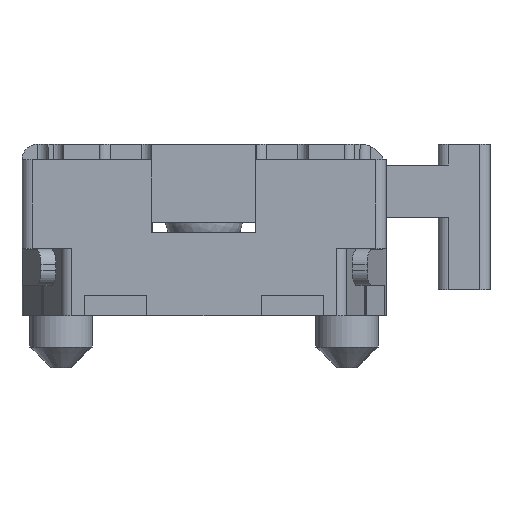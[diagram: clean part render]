
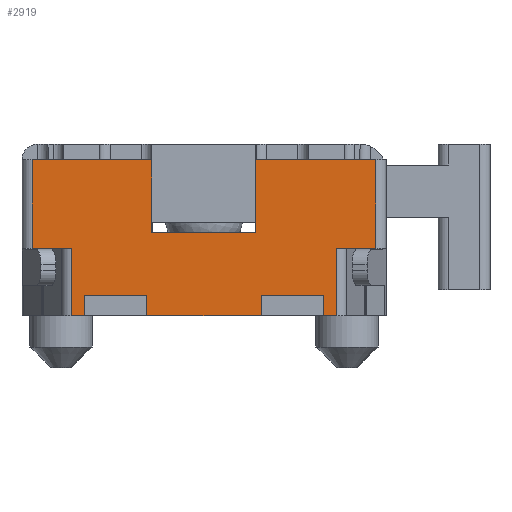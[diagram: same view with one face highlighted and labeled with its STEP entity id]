
A CAD part, left-side view. The second image highlights one B-rep face of the part: STEP entity #2919.
In plain terms, the highlighted planar face has unit normal (-1, 0, 0).
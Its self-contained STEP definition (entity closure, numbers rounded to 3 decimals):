
#480=CARTESIAN_POINT('',(-2.35,-1.276,0.0));
#481=VERTEX_POINT('',#480);
#490=CARTESIAN_POINT('',(-2.35,-1.276,0.65));
#491=VERTEX_POINT('',#490);
#499=CARTESIAN_POINT('',(-2.35,-1.276,0.65));
#500=DIRECTION('',(0.0,0.0,-1.0));
#501=VECTOR('',#500,0.65);
#502=LINE('',#499,#501);
#503=EDGE_CURVE('',#491,#481,#502,.T.);
#516=CARTESIAN_POINT('',(-2.35,-1.15,0.0));
#517=VERTEX_POINT('',#516);
#518=CARTESIAN_POINT('',(-2.35,-1.276,0.0));
#519=DIRECTION('',(0.0,1.0,0.0));
#520=VECTOR('',#519,0.126);
#521=LINE('',#518,#520);
#522=EDGE_CURVE('',#481,#517,#521,.T.);
#540=CARTESIAN_POINT('',(-2.35,-0.55,0.0));
#541=VERTEX_POINT('',#540);
#548=CARTESIAN_POINT('',(-2.35,0.55,0.0));
#549=VERTEX_POINT('',#548);
#550=CARTESIAN_POINT('',(-2.35,-0.55,0.0));
#551=DIRECTION('',(0.0,1.0,0.0));
#552=VECTOR('',#551,1.1);
#553=LINE('',#550,#552);
#554=EDGE_CURVE('',#541,#549,#553,.T.);
#572=CARTESIAN_POINT('',(-2.35,1.15,0.0));
#573=VERTEX_POINT('',#572);
#580=CARTESIAN_POINT('',(-2.35,1.276,0.0));
#581=VERTEX_POINT('',#580);
#582=CARTESIAN_POINT('',(-2.35,1.15,0.0));
#583=DIRECTION('',(0.0,1.0,0.0));
#584=VECTOR('',#583,0.126);
#585=LINE('',#582,#584);
#586=EDGE_CURVE('',#573,#581,#585,.T.);
#985=CARTESIAN_POINT('',(-2.35,-1.65,1.5));
#986=VERTEX_POINT('',#985);
#994=CARTESIAN_POINT('',(-2.35,-1.65,0.65));
#995=VERTEX_POINT('',#994);
#996=CARTESIAN_POINT('',(-2.35,-1.65,1.5));
#997=DIRECTION('',(0.0,0.0,-1.0));
#998=VECTOR('',#997,0.85);
#999=LINE('',#996,#998);
#1000=EDGE_CURVE('',#986,#995,#999,.T.);
#1067=CARTESIAN_POINT('',(-2.35,-0.5,1.5));
#1068=VERTEX_POINT('',#1067);
#1075=CARTESIAN_POINT('',(-2.35,-1.65,1.5));
#1076=DIRECTION('',(0.0,1.0,0.0));
#1077=VECTOR('',#1076,1.15);
#1078=LINE('',#1075,#1077);
#1079=EDGE_CURVE('',#986,#1068,#1078,.T.);
#1601=CARTESIAN_POINT('',(-2.35,1.276,0.65));
#1602=VERTEX_POINT('',#1601);
#1603=CARTESIAN_POINT('',(-2.35,1.276,0.0));
#1604=DIRECTION('',(0.0,0.0,1.0));
#1605=VECTOR('',#1604,0.65);
#1606=LINE('',#1603,#1605);
#1607=EDGE_CURVE('',#581,#1602,#1606,.T.);
#1656=CARTESIAN_POINT('',(-2.35,1.65,1.5));
#1657=VERTEX_POINT('',#1656);
#1675=CARTESIAN_POINT('',(-2.35,1.65,0.65));
#1676=VERTEX_POINT('',#1675);
#1684=CARTESIAN_POINT('',(-2.35,1.65,0.65));
#1685=DIRECTION('',(0.0,0.0,1.0));
#1686=VECTOR('',#1685,0.85);
#1687=LINE('',#1684,#1686);
#1688=EDGE_CURVE('',#1676,#1657,#1687,.T.);
#1730=CARTESIAN_POINT('',(-2.35,0.5,1.5));
#1731=VERTEX_POINT('',#1730);
#1732=CARTESIAN_POINT('',(-2.35,0.5,1.5));
#1733=DIRECTION('',(0.0,1.0,0.0));
#1734=VECTOR('',#1733,1.15);
#1735=LINE('',#1732,#1734);
#1736=EDGE_CURVE('',#1731,#1657,#1735,.T.);
#2441=CARTESIAN_POINT('',(-2.35,-1.65,0.65));
#2442=DIRECTION('',(0.0,1.0,0.0));
#2443=VECTOR('',#2442,0.374);
#2444=LINE('',#2441,#2443);
#2445=EDGE_CURVE('',#995,#491,#2444,.T.);
#2632=CARTESIAN_POINT('',(-2.35,-1.15,0.2));
#2633=VERTEX_POINT('',#2632);
#2634=CARTESIAN_POINT('',(-2.35,-1.15,0.2));
#2635=DIRECTION('',(0.0,0.0,-1.0));
#2636=VECTOR('',#2635,0.2);
#2637=LINE('',#2634,#2636);
#2638=EDGE_CURVE('',#2633,#517,#2637,.T.);
#2663=CARTESIAN_POINT('',(-2.35,-0.55,0.2));
#2664=VERTEX_POINT('',#2663);
#2665=CARTESIAN_POINT('',(-2.35,-0.55,0.2));
#2666=DIRECTION('',(0.0,-1.0,0.0));
#2667=VECTOR('',#2666,0.6);
#2668=LINE('',#2665,#2667);
#2669=EDGE_CURVE('',#2664,#2633,#2668,.T.);
#2712=CARTESIAN_POINT('',(-2.35,-0.55,0.0));
#2713=DIRECTION('',(0.0,0.0,1.0));
#2714=VECTOR('',#2713,0.2);
#2715=LINE('',#2712,#2714);
#2716=EDGE_CURVE('',#541,#2664,#2715,.T.);
#2759=CARTESIAN_POINT('',(-2.35,1.15,0.2));
#2760=VERTEX_POINT('',#2759);
#2761=CARTESIAN_POINT('',(-2.35,1.15,0.0));
#2762=DIRECTION('',(0.0,0.0,1.0));
#2763=VECTOR('',#2762,0.2);
#2764=LINE('',#2761,#2763);
#2765=EDGE_CURVE('',#573,#2760,#2764,.T.);
#2783=CARTESIAN_POINT('',(-2.35,0.55,0.2));
#2784=VERTEX_POINT('',#2783);
#2793=CARTESIAN_POINT('',(-2.35,0.55,0.2));
#2794=DIRECTION('',(0.0,0.0,-1.0));
#2795=VECTOR('',#2794,0.2);
#2796=LINE('',#2793,#2795);
#2797=EDGE_CURVE('',#2784,#549,#2796,.T.);
#2807=CARTESIAN_POINT('',(-2.35,1.15,0.2));
#2808=DIRECTION('',(0.0,-1.0,0.0));
#2809=VECTOR('',#2808,0.6);
#2810=LINE('',#2807,#2809);
#2811=EDGE_CURVE('',#2760,#2784,#2810,.T.);
#2831=CARTESIAN_POINT('',(-2.35,1.276,0.65));
#2832=DIRECTION('',(0.0,1.0,0.0));
#2833=VECTOR('',#2832,0.374);
#2834=LINE('',#2831,#2833);
#2835=EDGE_CURVE('',#1602,#1676,#2834,.T.);
#2873=CARTESIAN_POINT('',(-2.35,-1.75,0.0));
#2874=DIRECTION('',(-1.0,0.0,0.0));
#2875=DIRECTION('',(0.0,0.0,1.0));
#2876=AXIS2_PLACEMENT_3D('',#2873,#2874,#2875);
#2877=PLANE('',#2876);
#2878=ORIENTED_EDGE('',*,*,#2445,.F.);
#2879=ORIENTED_EDGE('',*,*,#1000,.F.);
#2880=ORIENTED_EDGE('',*,*,#1079,.T.);
#2881=CARTESIAN_POINT('',(-2.35,-0.5,0.8));
#2882=VERTEX_POINT('',#2881);
#2883=CARTESIAN_POINT('',(-2.35,-0.5,1.5));
#2884=DIRECTION('',(0.0,0.0,-1.0));
#2885=VECTOR('',#2884,0.7);
#2886=LINE('',#2883,#2885);
#2887=EDGE_CURVE('',#1068,#2882,#2886,.T.);
#2888=ORIENTED_EDGE('',*,*,#2887,.T.);
#2889=CARTESIAN_POINT('',(-2.35,0.5,0.8));
#2890=VERTEX_POINT('',#2889);
#2891=CARTESIAN_POINT('',(-2.35,-0.5,0.8));
#2892=DIRECTION('',(0.0,1.0,0.0));
#2893=VECTOR('',#2892,1.0);
#2894=LINE('',#2891,#2893);
#2895=EDGE_CURVE('',#2882,#2890,#2894,.T.);
#2896=ORIENTED_EDGE('',*,*,#2895,.T.);
#2897=CARTESIAN_POINT('',(-2.35,0.5,0.8));
#2898=DIRECTION('',(0.0,0.0,1.0));
#2899=VECTOR('',#2898,0.7);
#2900=LINE('',#2897,#2899);
#2901=EDGE_CURVE('',#2890,#1731,#2900,.T.);
#2902=ORIENTED_EDGE('',*,*,#2901,.T.);
#2903=ORIENTED_EDGE('',*,*,#1736,.T.);
#2904=ORIENTED_EDGE('',*,*,#1688,.F.);
#2905=ORIENTED_EDGE('',*,*,#2835,.F.);
#2906=ORIENTED_EDGE('',*,*,#1607,.F.);
#2907=ORIENTED_EDGE('',*,*,#586,.F.);
#2908=ORIENTED_EDGE('',*,*,#2765,.T.);
#2909=ORIENTED_EDGE('',*,*,#2811,.T.);
#2910=ORIENTED_EDGE('',*,*,#2797,.T.);
#2911=ORIENTED_EDGE('',*,*,#554,.F.);
#2912=ORIENTED_EDGE('',*,*,#2716,.T.);
#2913=ORIENTED_EDGE('',*,*,#2669,.T.);
#2914=ORIENTED_EDGE('',*,*,#2638,.T.);
#2915=ORIENTED_EDGE('',*,*,#522,.F.);
#2916=ORIENTED_EDGE('',*,*,#503,.F.);
#2917=EDGE_LOOP('',(#2878,#2879,#2880,#2888,#2896,#2902,#2903,#2904,#2905,#2906,#2907,#2908,#2909,#2910,#2911,#2912,#2913,#2914,#2915,#2916));
#2918=FACE_OUTER_BOUND('',#2917,.T.);
#2919=ADVANCED_FACE('',(#2918),#2877,.T.);
